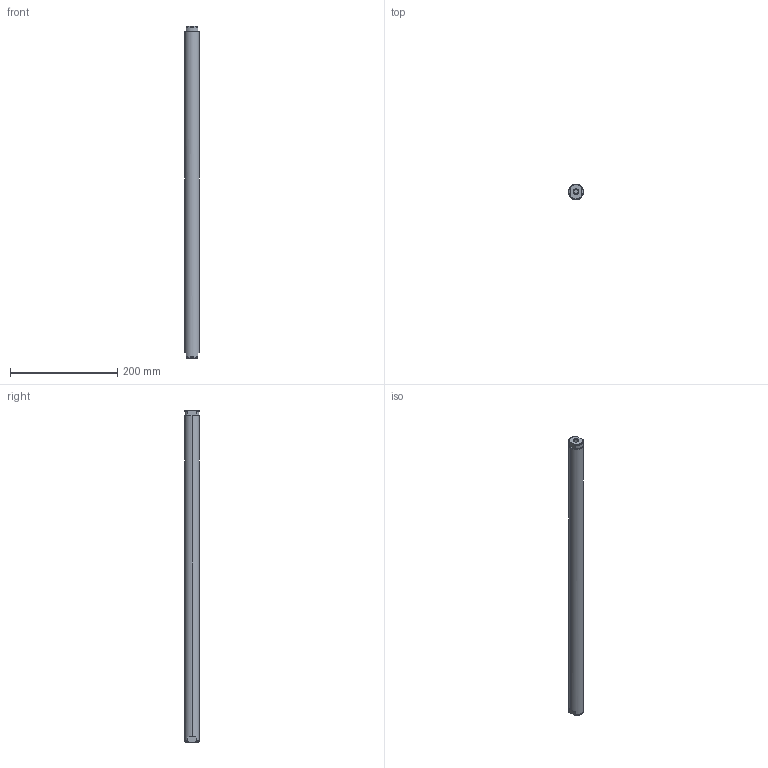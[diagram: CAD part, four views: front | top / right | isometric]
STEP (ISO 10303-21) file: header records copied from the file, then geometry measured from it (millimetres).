
FILE_DESCRIPTION (( 'STEP AP214' ), '1' );
FILE_NAME ('0186-0193_160413_PL01-28x620!540.STEP', '2016-04-13T05:33:03', ( '' ), ( '' ), 'SwSTEP 2.0', 'SolidWorks 2016', '' );
FILE_SCHEMA (( 'AUTOMOTIVE_DESIGN' ));
Length unit declared in the file: millimetre
Products named in the file (1): 0186-0193_160413_PL01-28x620!540
Bounding box: 28 x 28 x 620 mm (x, y, z)
Volume: 377912.6 mm3; surface area: 56708.5 mm2
Topology: 1 solids, 1 shells, 41 faces, 104 edges, 68 vertices
Faces by surface type: plane 15, cylinder 10, cone 8, torus 8
Entity records: 1364 total; most frequent: CARTESIAN_POINT 374, ORIENTED_EDGE 208, DIRECTION 192, EDGE_CURVE 104, AXIS2_PLACEMENT_3D 78, VERTEX_POINT 68, EDGE_LOOP 44, FACE_OUTER_BOUND 41
